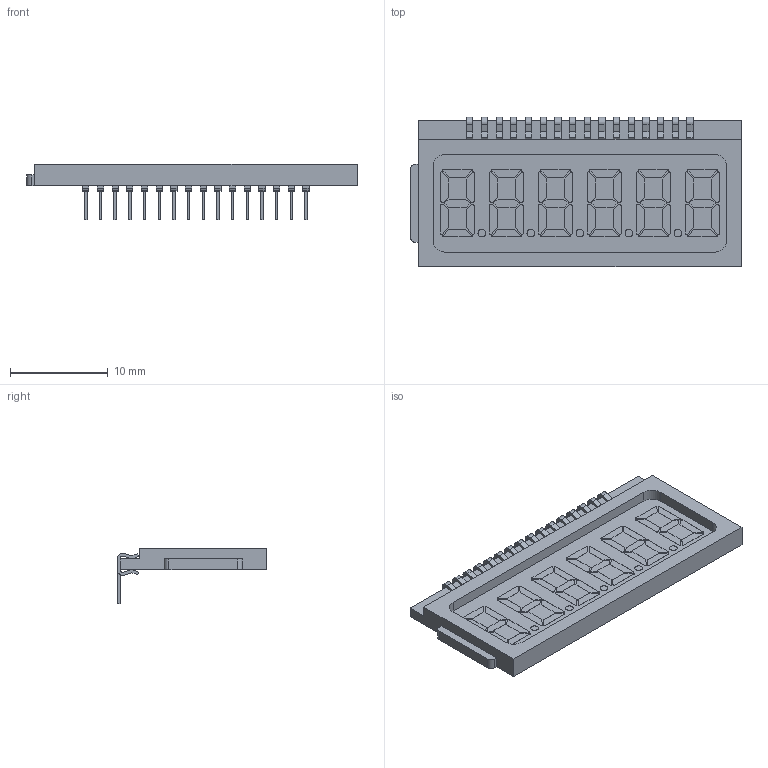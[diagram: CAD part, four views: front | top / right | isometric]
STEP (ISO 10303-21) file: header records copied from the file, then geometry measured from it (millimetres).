
FILE_DESCRIPTION (( 'STEP AP214' ), '1' );
FILE_NAME ('HXT10811RPB_2022-12-28.STEP', '2022-12-28T08:58:06', ( 'Zhukovsky' ), ( '' ), 'SwSTEP 2.0', 'SolidWorks 2017', '' );
FILE_SCHEMA (( 'AUTOMOTIVE_DESIGN' ));
Length unit declared in the file: millimetre
Products named in the file (1): HXT10811RPB_2022-12-28
Bounding box: 33.8 x 15.29 x 5.7 mm (x, y, z)
Volume: 716.6 mm3; surface area: 1531.7 mm2
Topology: 18 solids, 18 shells, 748 faces, 1992 edges, 1328 vertices
Faces by surface type: plane 534, cylinder 214
Entity records: 31387 total; most frequent: CARTESIAN_POINT 4069, ORIENTED_EDGE 3984, DIRECTION 3948, EDGE_CURVE 1992, VECTOR 1534, LINE 1534, VERTEX_POINT 1328, AXIS2_PLACEMENT_3D 1207
